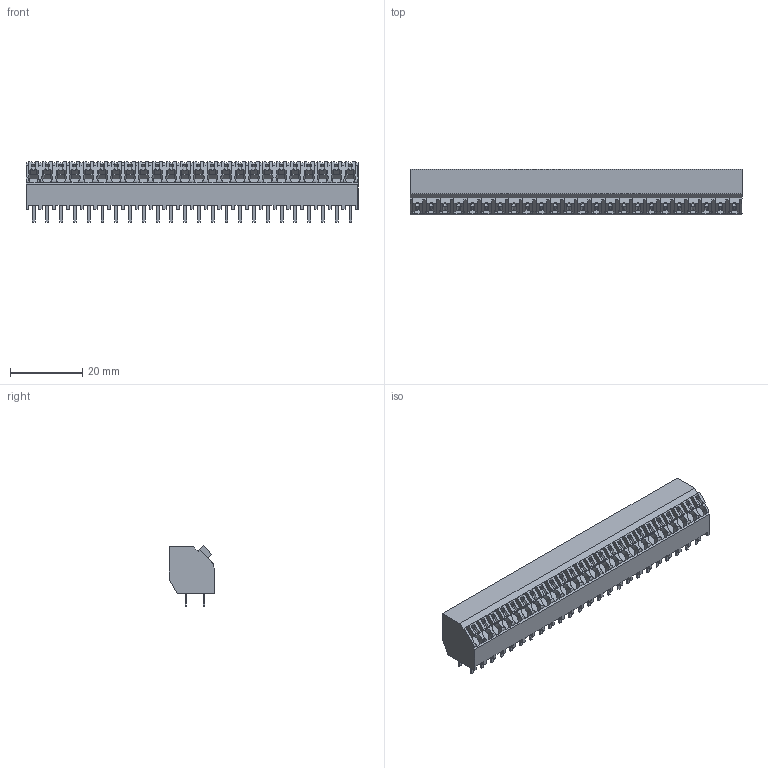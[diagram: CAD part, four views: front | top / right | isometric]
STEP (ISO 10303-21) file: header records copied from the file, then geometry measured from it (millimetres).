
FILE_DESCRIPTION(('CATIA V5 STEP Exchange','CAx-IF Rec.Pracs.--- Model Styling and Organization---1.2---2011-12-15'),'2;1');
FILE_NAME ('D1458545_0_1886100000_1886100000.stp','2018-03-20T12:05:18+00:00',('none'),('Weidmueller'),'CATIA Version 5-6 Release 2014','CATIA V5 STEP AP214','none');
FILE_SCHEMA(('AUTOMOTIVE_DESIGN { 1 0 10303 214 1 1 1 1 }'));
Length unit declared in the file: millimetre
Products named in the file (1): 1886100000
Bounding box: 91.83 x 12.7 x 16.66 mm (x, y, z)
Volume: 10520.3 mm3; surface area: 9617 mm2
Topology: 73 solids, 73 shells, 1455 faces, 4195 edges, 2886 vertices
Faces by surface type: plane 1331, cylinder 124
Entity records: 43576 total; most frequent: CARTESIAN_POINT 8632, ORIENTED_EDGE 8390, DIRECTION 5279, EDGE_CURVE 4195, VECTOR 3710, LINE 3710, VERTEX_POINT 2886, EDGE_LOOP 1503
